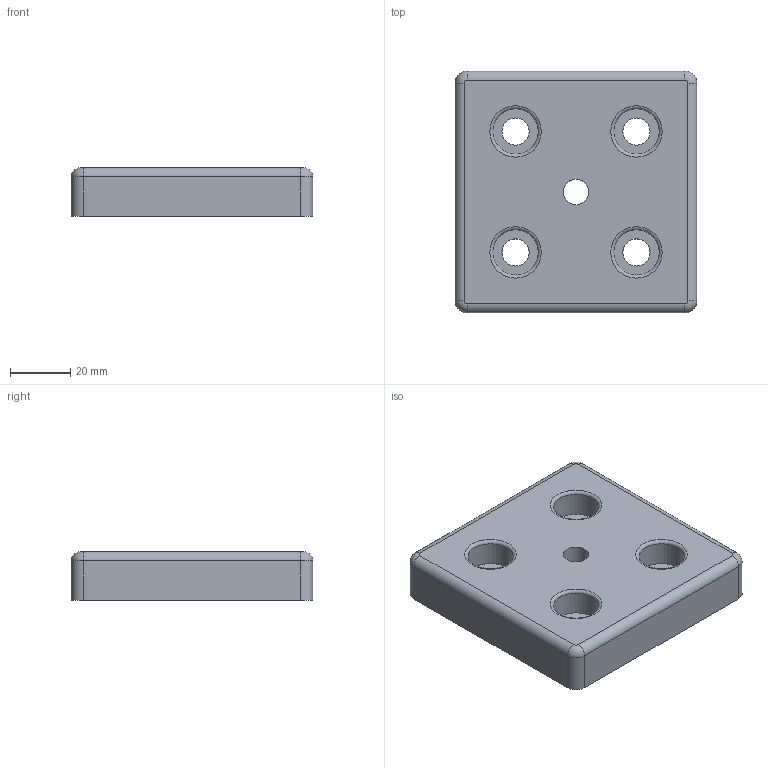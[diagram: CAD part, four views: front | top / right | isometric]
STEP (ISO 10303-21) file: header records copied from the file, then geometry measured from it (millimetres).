
FILE_DESCRIPTION(/* description */ ('STEP AP214'),/* implementation_level */ '2;1');
FILE_NAME(/* name */ '093T80801008S',/* time_stamp */ '2022-08-10T14:53:41+02:00',/* author */ ('License CC BY-ND 4.0'),/* organization */ ('CADENAS'),/* preprocessor_version */ 'ST-DEVELOPER v18.102',/* originating_system */ 'PARTsolutions',/* authorisation */ ' ');
FILE_SCHEMA (('AUTOMOTIVE_DESIGN {1 0 10303 214 3 1 1}'));
Length unit declared in the file: millimetre
Products named in the file (1): 093T80801008S
Bounding box: 80 x 80 x 16 mm (x, y, z)
Volume: 58945.1 mm3; surface area: 29047.5 mm2
Topology: 1 solids, 1 shells, 123 faces, 315 edges, 206 vertices
Faces by surface type: cylinder 73, plane 42, torus 8
Full cylindrical faces by diameter (mm): 8.376 x1, 9 x4, 15 x4
Entity records: 3772 total; most frequent: DIRECTION 704, CARTESIAN_POINT 632, ORIENTED_EDGE 604, EDGE_CURVE 302, AXIS2_PLACEMENT_3D 278, VERTEX_POINT 206, EDGE_LOOP 158, FACE_BOUND 158
